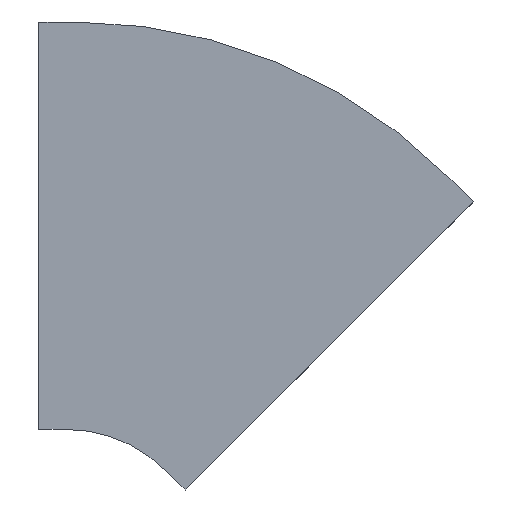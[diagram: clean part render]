
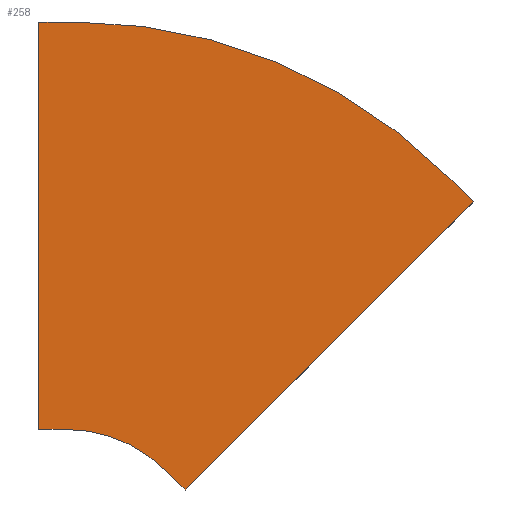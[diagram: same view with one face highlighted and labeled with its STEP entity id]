
A CAD part, left-side view. The second image highlights one B-rep face of the part: STEP entity #258.
In plain terms, the highlighted planar face has unit normal (-1, 0, 0).
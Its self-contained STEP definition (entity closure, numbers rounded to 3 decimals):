
#28 = CIRCLE ( 'NONE', #738, 12. ) ;
#33 = LINE ( 'NONE', #551, #690 ) ;
#36 = EDGE_CURVE ( 'NONE', #438, #432, #781, .T. ) ;
#42 = EDGE_CURVE ( 'NONE', #536, #417, #501, .T. ) ;
#43 = DIRECTION ( 'NONE',  ( 0., -0.707, 0.707 ) ) ;
#44 = AXIS2_PLACEMENT_3D ( 'NONE', #321, #520, #182 ) ;
#59 = DIRECTION ( 'NONE',  ( 0., 0., 1. ) ) ;
#60 = VERTEX_POINT ( 'NONE', #435 ) ;
#68 = ORIENTED_EDGE ( 'NONE', *, *, #385, .T. ) ;
#76 = EDGE_CURVE ( 'NONE', #544, #756, #33, .T. ) ;
#105 = EDGE_LOOP ( 'NONE', ( #764, #709, #68, #599, #749, #621, #868, #422 ) ) ;
#126 = CARTESIAN_POINT ( 'NONE',  ( -9.42, -30., 17.355 ) ) ;
#130 = DIRECTION ( 'NONE',  ( -1., 0., 0. ) ) ;
#155 = VECTOR ( 'NONE', #43, 1000. ) ;
#178 = LINE ( 'NONE', #446, #308 ) ;
#182 = DIRECTION ( 'NONE',  ( 0., 0., 1. ) ) ;
#193 = EDGE_CURVE ( 'NONE', #536, #60, #737, .T. ) ;
#194 = VERTEX_POINT ( 'NONE', #302 ) ;
#211 = DIRECTION ( 'NONE',  ( 0., -0.707, -0.707 ) ) ;
#237 = DIRECTION ( 'NONE',  ( 0., 1., 0. ) ) ;
#242 = EDGE_CURVE ( 'NONE', #432, #194, #178, .T. ) ;
#248 = EDGE_CURVE ( 'NONE', #756, #417, #377, .T. ) ;
#258 = ADVANCED_FACE ( 'NONE', ( #538 ), #260, .T. ) ;
#260 = PLANE ( 'NONE',  #901 ) ;
#302 = CARTESIAN_POINT ( 'NONE',  ( -9.42, 0., 17.355 ) ) ;
#305 = CARTESIAN_POINT ( 'NONE',  ( -9.42, -2.324, -17.355 ) ) ;
#308 = VECTOR ( 'NONE', #728, 1000. ) ;
#321 = CARTESIAN_POINT ( 'NONE',  ( -9.42, -3.032, -27.645 ) ) ;
#366 = CARTESIAN_POINT ( 'NONE',  ( -9.42, -10.809, -20.87 ) ) ;
#367 = CARTESIAN_POINT ( 'NONE',  ( -9.42, 0., -17.355 ) ) ;
#377 = LINE ( 'NONE', #661, #155 ) ;
#385 = EDGE_CURVE ( 'NONE', #60, #194, #674, .T. ) ;
#417 = VERTEX_POINT ( 'NONE', #723 ) ;
#419 = CARTESIAN_POINT ( 'NONE',  ( -9.42, -12.453, -22.513 ) ) ;
#422 = ORIENTED_EDGE ( 'NONE', *, *, #248, .T. ) ;
#432 = VERTEX_POINT ( 'NONE', #367 ) ;
#435 = CARTESIAN_POINT ( 'NONE',  ( -9.42, -3.032, 17.355 ) ) ;
#438 = VERTEX_POINT ( 'NONE', #305 ) ;
#446 = CARTESIAN_POINT ( 'NONE',  ( -9.42, 0., -17.355 ) ) ;
#489 = CARTESIAN_POINT ( 'NONE',  ( -9.42, -30., -17.355 ) ) ;
#494 = DIRECTION ( 'NONE',  ( 0., -0.707, -0.707 ) ) ;
#501 = LINE ( 'NONE', #560, #625 ) ;
#504 = CARTESIAN_POINT ( 'NONE',  ( -9.42, -2.324, -29.355 ) ) ;
#514 = DIRECTION ( 'NONE',  ( 1., 0., 0. ) ) ;
#520 = DIRECTION ( 'NONE',  ( -1., 0., 0. ) ) ;
#526 = CARTESIAN_POINT ( 'NONE',  ( -9.42, -34.852, 4.175 ) ) ;
#536 = VERTEX_POINT ( 'NONE', #526 ) ;
#538 = FACE_OUTER_BOUND ( 'NONE', #105, .T. ) ;
#544 = VERTEX_POINT ( 'NONE', #366 ) ;
#551 = CARTESIAN_POINT ( 'NONE',  ( -9.42, 8.761, -1.3 ) ) ;
#560 = CARTESIAN_POINT ( 'NONE',  ( -9.42, -15.783, 23.244 ) ) ;
#599 = ORIENTED_EDGE ( 'NONE', *, *, #242, .F. ) ;
#621 = ORIENTED_EDGE ( 'NONE', *, *, #813, .T. ) ;
#625 = VECTOR ( 'NONE', #494, 1000. ) ;
#627 = VECTOR ( 'NONE', #237, 1000. ) ;
#632 = DIRECTION ( 'NONE',  ( 0., 0., 1. ) ) ;
#644 = VECTOR ( 'NONE', #849, 1000. ) ;
#661 = CARTESIAN_POINT ( 'NONE',  ( -9.42, -12.453, -22.513 ) ) ;
#674 = LINE ( 'NONE', #126, #627 ) ;
#690 = VECTOR ( 'NONE', #211, 1000. ) ;
#709 = ORIENTED_EDGE ( 'NONE', *, *, #193, .T. ) ;
#723 = CARTESIAN_POINT ( 'NONE',  ( -9.42, -36.996, 2.031 ) ) ;
#728 = DIRECTION ( 'NONE',  ( 0., 0., 1. ) ) ;
#737 = CIRCLE ( 'NONE', #44, 45. ) ;
#738 = AXIS2_PLACEMENT_3D ( 'NONE', #504, #514, #632 ) ;
#748 = CARTESIAN_POINT ( 'NONE',  ( -9.42, -30., -17.355 ) ) ;
#749 = ORIENTED_EDGE ( 'NONE', *, *, #36, .F. ) ;
#756 = VERTEX_POINT ( 'NONE', #419 ) ;
#764 = ORIENTED_EDGE ( 'NONE', *, *, #42, .F. ) ;
#781 = LINE ( 'NONE', #489, #644 ) ;
#813 = EDGE_CURVE ( 'NONE', #438, #544, #28, .T. ) ;
#849 = DIRECTION ( 'NONE',  ( 0., 1., 0. ) ) ;
#868 = ORIENTED_EDGE ( 'NONE', *, *, #76, .T. ) ;
#901 = AXIS2_PLACEMENT_3D ( 'NONE', #748, #130, #59 ) ;
